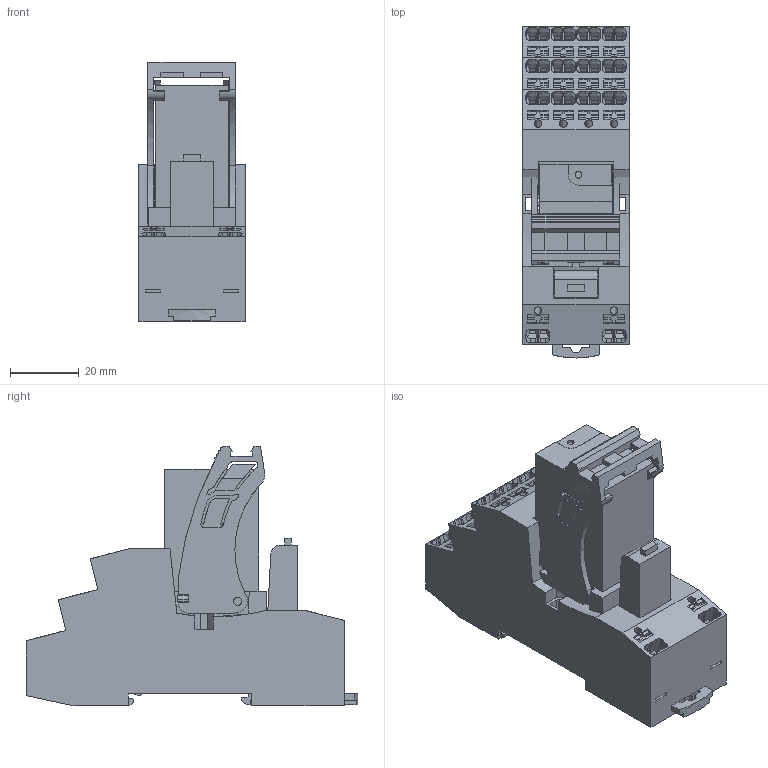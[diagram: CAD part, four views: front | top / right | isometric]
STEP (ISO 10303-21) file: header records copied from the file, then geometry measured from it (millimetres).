
FILE_DESCRIPTION(('CATIA V5 STEP Exchange','CAx-IF Rec.Pracs.--- Model Styling and Organization---1.5--- 2016-08-15','CAx-IF Rec.Pracs.---Supplemental Geometry---1.0---2011-11-01','CAx-IF Rec.Pracs.--- Composite Materials ---1.1---2010-07-15'),'2;1');
FILE_NAME ('D1649906_0', '2025-03-21T06:23:25+00:00', ('none'), ('Weidmueller'), 'CATIA Version 5-6 Release 2022 SP4 HF5', 'CATIA V5 STEP AP214 v3', 'none');
FILE_SCHEMA(('AUTOMOTIVE_DESIGN { 1 0 10303 214 1 1 1 1 }'));
Length unit declared in the file: millimetre
Products named in the file (1): S3D_CRMKIT_P_XXXVDC_XCO_L_D
Bounding box: 31 x 96.86 x 75.8 mm (x, y, z)
Volume: 110076.9 mm3; surface area: 29100.3 mm2
Topology: 1 solids, 1 shells, 1211 faces, 3397 edges, 2228 vertices
Faces by surface type: plane 896, cylinder 295, extrusion 20
Entity records: 38088 total; most frequent: CARTESIAN_POINT 8162, ORIENTED_EDGE 6794, DIRECTION 4506, EDGE_CURVE 3397, VECTOR 2570, LINE 2550, VERTEX_POINT 2228, EDGE_LOOP 1283
